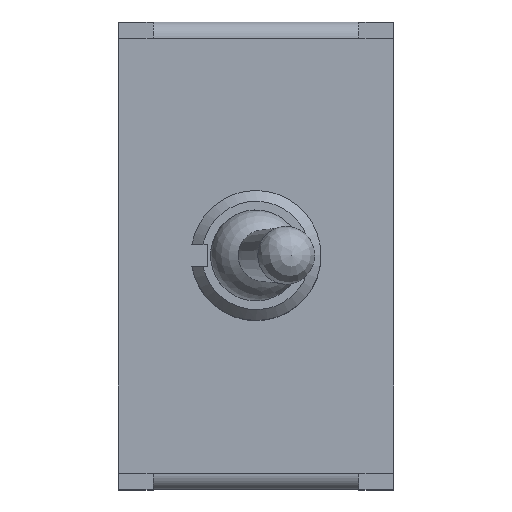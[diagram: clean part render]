
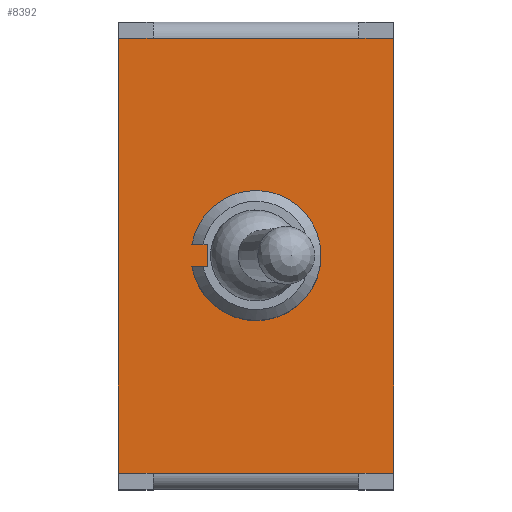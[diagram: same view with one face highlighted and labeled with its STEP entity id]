
A CAD part, top view. The second image highlights one B-rep face of the part: STEP entity #8392.
In plain terms, the highlighted planar face has unit normal (0, 0, 1).
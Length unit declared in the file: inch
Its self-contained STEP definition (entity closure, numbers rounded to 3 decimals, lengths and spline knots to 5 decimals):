
#346=PLANE('',#9211);
#537=FACE_BOUND('',#1495,.T.);
#972=FACE_OUTER_BOUND('',#1494,.T.);
#1494=EDGE_LOOP('',(#7352,#7353,#7354,#7355,#7356,#7357,#7358,#7359));
#1495=EDGE_LOOP('',(#7360,#7361,#7362,#7363));
#2225=LINE('',#13837,#3086);
#2228=LINE('',#13843,#3089);
#2230=LINE('',#13846,#3091);
#2231=LINE('',#13852,#3092);
#2232=LINE('',#13854,#3093);
#2233=LINE('',#13856,#3094);
#2234=LINE('',#13858,#3095);
#2235=LINE('',#13860,#3096);
#2236=LINE('',#13862,#3097);
#2237=LINE('',#13864,#3098);
#2238=LINE('',#13865,#3099);
#3086=VECTOR('',#11336,0.3937);
#3089=VECTOR('',#11341,0.3937);
#3091=VECTOR('',#11345,0.3937);
#3092=VECTOR('',#11352,0.3937);
#3093=VECTOR('',#11353,0.3937);
#3094=VECTOR('',#11354,0.3937);
#3095=VECTOR('',#11355,0.3937);
#3096=VECTOR('',#11356,0.3937);
#3097=VECTOR('',#11357,0.3937);
#3098=VECTOR('',#11358,0.3937);
#3099=VECTOR('',#11359,0.3937);
#3596=CIRCLE('',#9210,0.11811);
#4206=VERTEX_POINT('',#13834);
#4207=VERTEX_POINT('',#13836);
#4208=VERTEX_POINT('',#13840);
#4209=VERTEX_POINT('',#13842);
#4210=VERTEX_POINT('',#13850);
#4211=VERTEX_POINT('',#13851);
#4212=VERTEX_POINT('',#13853);
#4213=VERTEX_POINT('',#13855);
#4214=VERTEX_POINT('',#13857);
#4215=VERTEX_POINT('',#13859);
#4216=VERTEX_POINT('',#13861);
#4217=VERTEX_POINT('',#13863);
#5305=EDGE_CURVE('',#4207,#4206,#2225,.T.);
#5308=EDGE_CURVE('',#4209,#4208,#2228,.T.);
#5310=EDGE_CURVE('',#4208,#4207,#2230,.T.);
#5311=EDGE_CURVE('',#4206,#4209,#3596,.T.);
#5312=EDGE_CURVE('',#4210,#4211,#2231,.T.);
#5313=EDGE_CURVE('',#4210,#4212,#2232,.T.);
#5314=EDGE_CURVE('',#4212,#4213,#2233,.T.);
#5315=EDGE_CURVE('',#4214,#4213,#2234,.T.);
#5316=EDGE_CURVE('',#4214,#4215,#2235,.T.);
#5317=EDGE_CURVE('',#4215,#4216,#2236,.T.);
#5318=EDGE_CURVE('',#4216,#4217,#2237,.T.);
#5319=EDGE_CURVE('',#4211,#4217,#2238,.T.);
#7352=ORIENTED_EDGE('',*,*,#5312,.F.);
#7353=ORIENTED_EDGE('',*,*,#5313,.T.);
#7354=ORIENTED_EDGE('',*,*,#5314,.T.);
#7355=ORIENTED_EDGE('',*,*,#5315,.F.);
#7356=ORIENTED_EDGE('',*,*,#5316,.T.);
#7357=ORIENTED_EDGE('',*,*,#5317,.T.);
#7358=ORIENTED_EDGE('',*,*,#5318,.T.);
#7359=ORIENTED_EDGE('',*,*,#5319,.F.);
#7360=ORIENTED_EDGE('',*,*,#5308,.T.);
#7361=ORIENTED_EDGE('',*,*,#5310,.T.);
#7362=ORIENTED_EDGE('',*,*,#5305,.T.);
#7363=ORIENTED_EDGE('',*,*,#5311,.T.);
#8392=ADVANCED_FACE('',(#972,#537),#346,.T.);
#9210=AXIS2_PLACEMENT_3D('',#13848,#11348,#11349);
#9211=AXIS2_PLACEMENT_3D('',#13849,#11350,#11351);
#11336=DIRECTION('',(-1.,0.,0.));
#11341=DIRECTION('',(1.,0.,0.));
#11345=DIRECTION('',(0.,1.,0.));
#11348=DIRECTION('center_axis',(0.,0.,-1.));
#11349=DIRECTION('ref_axis',(-0.985,-0.17,0.));
#11350=DIRECTION('center_axis',(0.,0.,1.));
#11351=DIRECTION('ref_axis',(-1.,0.,0.));
#11352=DIRECTION('',(1.,0.,0.));
#11353=DIRECTION('',(-1.,0.,0.));
#11354=DIRECTION('',(0.,-1.,0.));
#11355=DIRECTION('',(-1.,0.,0.));
#11356=DIRECTION('',(1.,0.,0.));
#11357=DIRECTION('',(1.,0.,0.));
#11358=DIRECTION('',(0.,1.,0.));
#11359=DIRECTION('',(1.,0.,0.));
#13834=CARTESIAN_POINT('',(-0.11639,0.02008,0.41496));
#13836=CARTESIAN_POINT('',(-0.08844,0.02008,0.41496));
#13837=CARTESIAN_POINT('',(-0.04422,0.02008,0.41496));
#13840=CARTESIAN_POINT('',(-0.08844,-0.02008,0.41496));
#13842=CARTESIAN_POINT('',(-0.11639,-0.02008,0.41496));
#13843=CARTESIAN_POINT('',(-0.0582,-0.02008,0.41496));
#13846=CARTESIAN_POINT('',(-0.08844,-0.20758,0.41496));
#13848=CARTESIAN_POINT('Origin',(0.,0.,
0.41496));
#13849=CARTESIAN_POINT('Origin',(0.,-0.39508,0.41496));
#13850=CARTESIAN_POINT('',(-0.18701,0.39508,0.41496));
#13851=CARTESIAN_POINT('',(0.18701,0.39508,0.41496));
#13852=CARTESIAN_POINT('',(0.,0.39508,0.41496));
#13853=CARTESIAN_POINT('',(-0.25,0.39508,0.41496));
#13854=CARTESIAN_POINT('',(-0.18701,0.39508,0.41496));
#13855=CARTESIAN_POINT('',(-0.25,-0.39508,0.41496));
#13856=CARTESIAN_POINT('',(-0.25,-0.39508,0.41496));
#13857=CARTESIAN_POINT('',(-0.18701,-0.39508,0.41496));
#13858=CARTESIAN_POINT('',(-0.18701,-0.39508,0.41496));
#13859=CARTESIAN_POINT('',(0.18701,-0.39508,0.41496));
#13860=CARTESIAN_POINT('',(0.,-0.39508,0.41496));
#13861=CARTESIAN_POINT('',(0.25,-0.39508,0.41496));
#13862=CARTESIAN_POINT('',(0.18701,-0.39508,0.41496));
#13863=CARTESIAN_POINT('',(0.25,0.39508,0.41496));
#13864=CARTESIAN_POINT('',(0.25,0.39508,0.41496));
#13865=CARTESIAN_POINT('',(0.18701,0.39508,0.41496));
